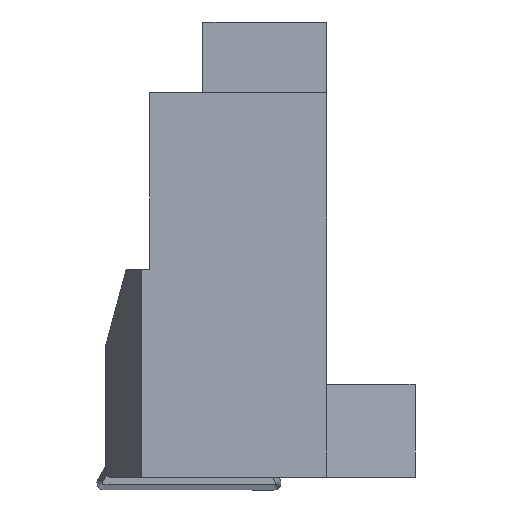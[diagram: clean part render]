
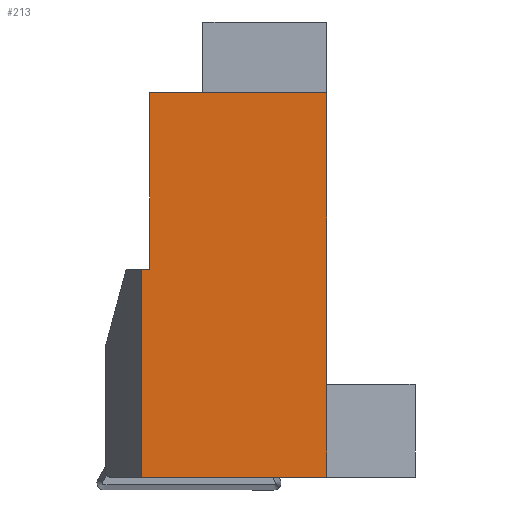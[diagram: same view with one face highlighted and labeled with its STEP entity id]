
A CAD part, front view. The second image highlights one B-rep face of the part: STEP entity #213.
In plain terms, the highlighted planar face has unit normal (0, -1, 0).
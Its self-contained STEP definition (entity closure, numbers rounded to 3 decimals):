
#213=ADVANCED_FACE('',(#302),#261,.F.);
#261=PLANE('',#1113);
#302=FACE_OUTER_BOUND('',#355,.T.);
#355=EDGE_LOOP('',(#502,#503,#504,#505,#506,#507,#508,#509));
#502=ORIENTED_EDGE('',*,*,#785,.T.);
#503=ORIENTED_EDGE('',*,*,#786,.T.);
#504=ORIENTED_EDGE('',*,*,#787,.T.);
#505=ORIENTED_EDGE('',*,*,#788,.T.);
#506=ORIENTED_EDGE('',*,*,#779,.T.);
#507=ORIENTED_EDGE('',*,*,#789,.F.);
#508=ORIENTED_EDGE('',*,*,#733,.F.);
#509=ORIENTED_EDGE('',*,*,#790,.T.);
#652=VERTEX_POINT('',#1482);
#653=VERTEX_POINT('',#1484);
#681=VERTEX_POINT('',#1597);
#683=VERTEX_POINT('',#1600);
#685=VERTEX_POINT('',#1610);
#686=VERTEX_POINT('',#1611);
#687=VERTEX_POINT('',#1613);
#688=VERTEX_POINT('',#1615);
#733=EDGE_CURVE('',#652,#653,#853,.T.);
#779=EDGE_CURVE('',#683,#681,#879,.T.);
#785=EDGE_CURVE('',#685,#686,#885,.T.);
#786=EDGE_CURVE('',#686,#687,#886,.T.);
#787=EDGE_CURVE('',#687,#688,#887,.T.);
#788=EDGE_CURVE('',#688,#683,#888,.T.);
#789=EDGE_CURVE('',#653,#681,#889,.T.);
#790=EDGE_CURVE('',#652,#685,#890,.T.);
#853=LINE('',#1483,#937);
#879=LINE('',#1599,#963);
#885=LINE('',#1609,#969);
#886=LINE('',#1612,#970);
#887=LINE('',#1614,#971);
#888=LINE('',#1616,#972);
#889=LINE('',#1617,#973);
#890=LINE('',#1618,#974);
#937=VECTOR('',#1191,1.);
#963=VECTOR('',#1289,1.);
#969=VECTOR('',#1299,1.);
#970=VECTOR('',#1300,1.);
#971=VECTOR('',#1301,1.);
#972=VECTOR('',#1302,1.);
#973=VECTOR('',#1303,1.);
#974=VECTOR('',#1304,1.);
#1113=AXIS2_PLACEMENT_3D('',#1619,#1305,#1306);
#1191=DIRECTION('',(-1.,0.,0.));
#1289=DIRECTION('',(-1.,0.,0.));
#1299=DIRECTION('',(-1.,0.,0.));
#1300=DIRECTION('',(0.,0.,1.));
#1301=DIRECTION('',(-1.,0.,0.));
#1302=DIRECTION('',(0.,0.,-1.));
#1303=DIRECTION('',(0.,0.,1.));
#1304=DIRECTION('',(0.,0.,1.));
#1305=DIRECTION('',(0.,1.,0.));
#1306=DIRECTION('',(0.,0.,-1.));
#1482=CARTESIAN_POINT('',(0.017,-19.9,-51.55));
#1483=CARTESIAN_POINT('',(0.,-19.9,-51.55));
#1484=CARTESIAN_POINT('',(-20.917,-19.9,-51.55));
#1597=CARTESIAN_POINT('',(-20.917,-19.9,-28.));
#1599=CARTESIAN_POINT('',(-20.,-19.9,-28.));
#1600=CARTESIAN_POINT('',(-20.,-19.9,-28.));
#1609=CARTESIAN_POINT('',(10.017,-19.9,-41.05));
#1610=CARTESIAN_POINT('',(0.017,-19.9,-41.05));
#1611=CARTESIAN_POINT('',(0.,-19.9,-41.05));
#1612=CARTESIAN_POINT('',(0.,-19.9,-41.05));
#1613=CARTESIAN_POINT('',(0.,-19.9,-8.));
#1614=CARTESIAN_POINT('',(-14.,-19.9,-8.));
#1615=CARTESIAN_POINT('',(-20.,-19.9,-8.));
#1616=CARTESIAN_POINT('',(-20.,-19.9,-8.));
#1617=CARTESIAN_POINT('',(-20.917,-19.9,-41.05));
#1618=CARTESIAN_POINT('',(0.017,-19.9,-41.05));
#1619=CARTESIAN_POINT('',(0.,-19.9,-41.05));
